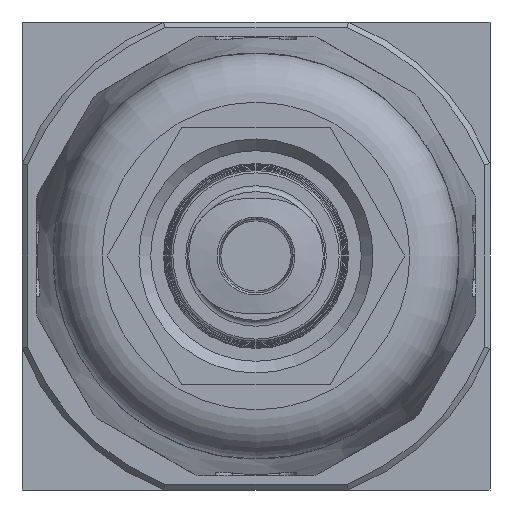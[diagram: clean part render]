
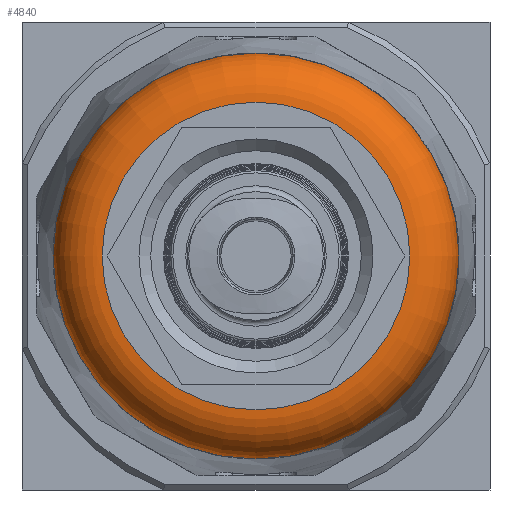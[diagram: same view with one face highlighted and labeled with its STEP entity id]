
A CAD part, front view. The second image highlights one B-rep face of the part: STEP entity #4840.
In plain terms, the highlighted toroidal (fillet/blend) face has major radius 13.15 mm and minor radius 4.2 mm.
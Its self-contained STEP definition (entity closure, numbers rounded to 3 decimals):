
#34=TOROIDAL_SURFACE('',#5151,13.15,4.2);
#1215=ORIENTED_EDGE('',*,*,#1992,.T.);
#1216=ORIENTED_EDGE('',*,*,#1991,.F.);
#1991=EDGE_CURVE('',#2379,#2379,#2597,.T.);
#1992=EDGE_CURVE('',#2380,#2380,#2598,.T.);
#2379=VERTEX_POINT('',#7141);
#2380=VERTEX_POINT('',#7144);
#2597=CIRCLE('',#5150,13.15);
#2598=CIRCLE('',#5152,17.35);
#2789=EDGE_LOOP('',(#1215));
#2790=EDGE_LOOP('',(#1216));
#3071=FACE_BOUND('',#2789,.T.);
#3072=FACE_BOUND('',#2790,.T.);
#4840=ADVANCED_FACE('',(#3071,#3072),#34,.T.);
#5150=AXIS2_PLACEMENT_3D('',#7140,#5846,#5847);
#5151=AXIS2_PLACEMENT_3D('',#7142,#5848,#5849);
#5152=AXIS2_PLACEMENT_3D('',#7143,#5850,#5851);
#5846=DIRECTION('',(0.,-1.,0.));
#5847=DIRECTION('',(0.,0.,-1.));
#5848=DIRECTION('',(0.,-1.,0.));
#5849=DIRECTION('',(0.,0.,-1.));
#5850=DIRECTION('',(0.,-1.,0.));
#5851=DIRECTION('',(0.,0.,-1.));
#7140=CARTESIAN_POINT('',(0.,-119.,0.));
#7141=CARTESIAN_POINT('',(0.,-119.,-13.15));
#7142=CARTESIAN_POINT('',(0.,-114.8,0.));
#7143=CARTESIAN_POINT('',(0.,-114.8,0.));
#7144=CARTESIAN_POINT('',(0.,-114.8,-17.35));
